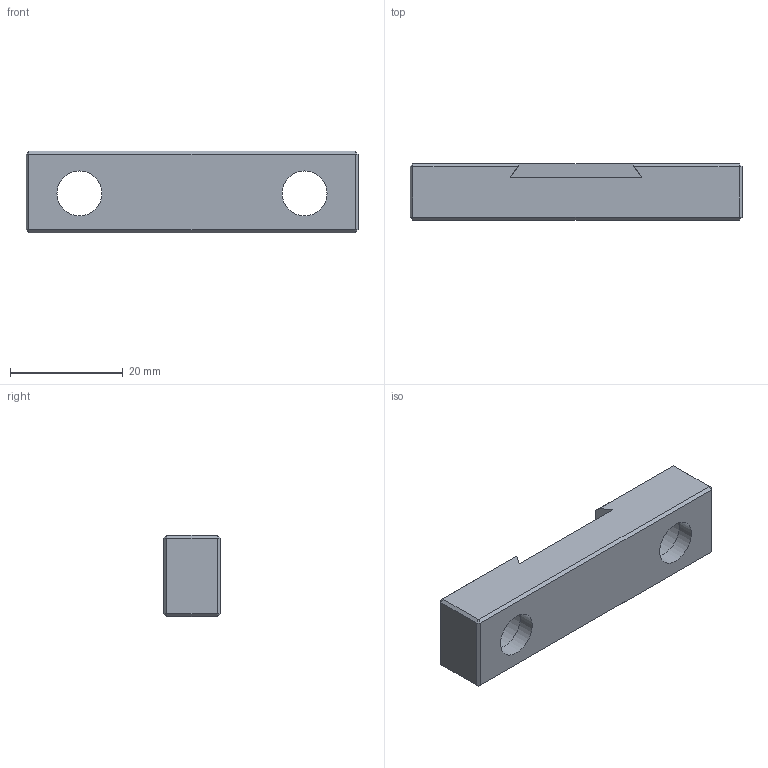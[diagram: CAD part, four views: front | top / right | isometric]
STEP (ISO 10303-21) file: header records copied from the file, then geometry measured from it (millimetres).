
FILE_DESCRIPTION(/* description */ ('','CAx-IF Rec.Pracs.---Representation and Presentation of Product Manufacturing Information (PMI)---4.0---2014-10-13'),/* implementation_level */ '2;1');
FILE_NAME(/* name */ 'acceessoryBase.step',/* time_stamp */ '2024-12-23T11:57:41-05:00',/* author */ (''),/* organization */ (''),/* preprocessor_version */ 'ST-DEVELOPER v20',/* originating_system */ 'Autodesk Translation Framework v13.20.0.188',/* authorisation */ '');
FILE_SCHEMA (('AP242_MANAGED_MODEL_BASED_3D_ENGINEERING_MIM_LF { 1 0 10303 442 1 1 4 }'));
Length unit declared in the file: millimetre
Products named in the file (2): 114f450 enclosed astrograph; AccessoryBase
Assembly tree (1 placements, depth 2):
  114f450 enclosed astrograph
    AccessoryBase
Bounding box: 59 x 10 x 14.5 mm (x, y, z)
Volume: 6362.1 mm3; surface area: 3612.7 mm2
Topology: 1 solids, 1 shells, 37 faces, 75 edges, 42 vertices
Faces by surface type: plane 33, cylinder 4
Full cylindrical faces by diameter (mm): 8 x2, 10.5 x2
Entity records: 982 total; most frequent: DIRECTION 163, CARTESIAN_POINT 157, ORIENTED_EDGE 150, EDGE_CURVE 75, LINE 67, VECTOR 67, AXIS2_PLACEMENT_3D 48, EDGE_LOOP 43
